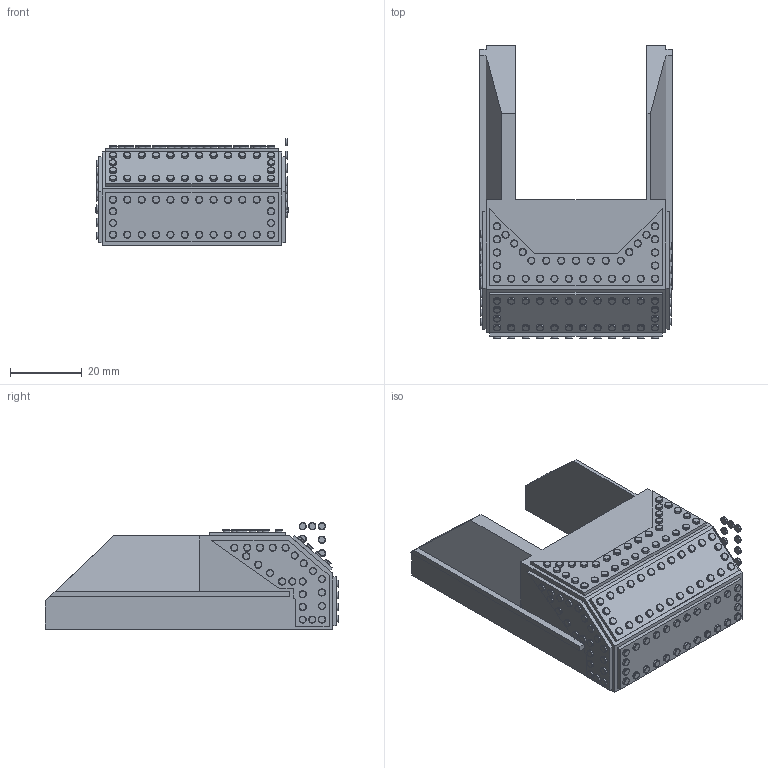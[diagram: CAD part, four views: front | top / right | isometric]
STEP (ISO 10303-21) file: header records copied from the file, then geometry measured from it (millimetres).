
FILE_DESCRIPTION(('TFLEX Exchange Step'),'2;1');
FILE_NAME('Zaglushka_bashi.stp', '2022-04-03T22:00:20+03:00',('ilya'),('Unknown organisation'),'TFLEX Exchange 2022.0','T-FLEX CAD','Unknown authorisation');
FILE_SCHEMA( ('AUTOMOTIVE_DESIGN { 1 0 10303 214 1 1 1 1 }') );
Length unit declared in the file: millimetre
Products named in the file (31): норм заклепка; декор заглушка верх; декор заглушка уклон; декор заглушка зад; декор заглушка бок; Zaglushka_bashi
Assembly tree (108 placements, depth 3):
  Zaglushka_bashi
    декор заглушка верх
      норм заклепка  x27
    декор заглушка уклон
      норм заклепка  x14
    декор заглушка зад
      норм заклепка  x16
    декор заглушка бок
      норм заклепка
      норм заклепка
      норм заклепка
      норм заклепка
      норм заклепка
      норм заклепка
      норм заклепка
      норм заклепка
      норм заклепка
      норм заклепка
      норм заклепка
      норм заклепка
      норм заклепка
      норм заклепка
      норм заклепка
      норм заклепка
      норм заклепка
      норм заклепка
      норм заклепка
      норм заклепка
      норм заклепка
      норм заклепка
      декор заглушка бок
    декор заглушка бок
      норм заклепка  x22
      декор заглушка бок
Bounding box: 53.6 x 81.7 x 29.73 mm (x, y, z)
Volume: 58756 mm3; surface area: 20274.8 mm2
Topology: 140 solids, 140 shells, 1145 faces, 2329 edges, 1465 vertices
Faces by surface type: torus 448, plane 283, cylinder 227, bspline 187
Entity records: 17567 total; most frequent: CARTESIAN_POINT 6298, ORIENTED_EDGE 2132, DIRECTION 2023, EDGE_CURVE 1066, AXIS2_PLACEMENT_3D 903, VERTEX_POINT 676, EDGE_LOOP 514, FACE_BOUND 514
